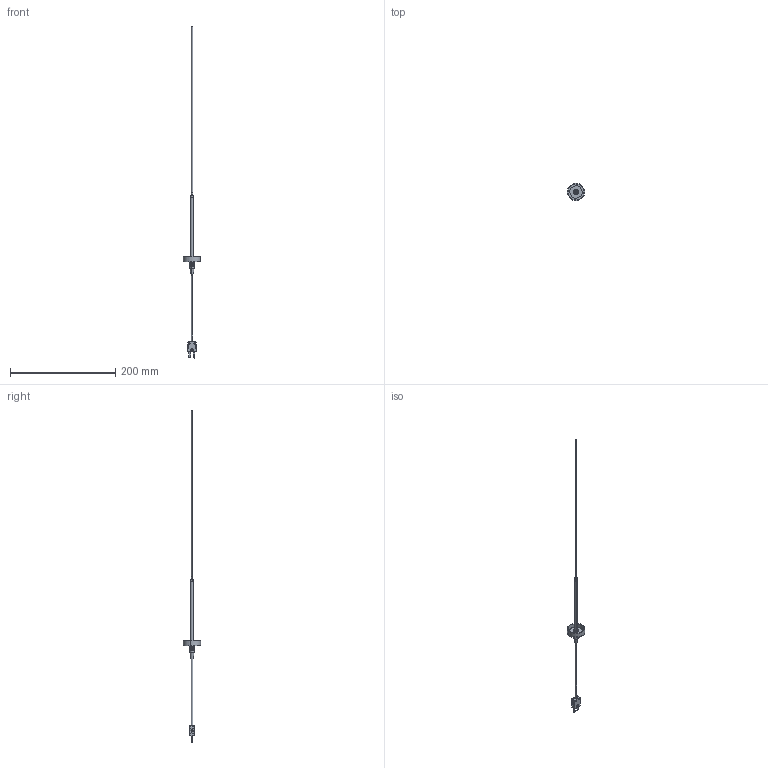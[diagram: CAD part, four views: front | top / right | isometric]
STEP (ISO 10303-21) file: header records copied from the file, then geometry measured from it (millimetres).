
FILE_DESCRIPTION (( 'STEP AP214' ), '1' );
FILE_NAME ('13-0001-MC.STEP', '2023-10-12T13:47:32', ( '' ), ( '' ), 'SwSTEP 2.0', 'SolidWorks 2022', '' );
FILE_SCHEMA (( 'AUTOMOTIVE_DESIGN' ));
Length unit declared in the file: millimetre
Products named in the file (13): Kappe-PC; MSC_Standard; Leitung_2; Knickschutz-Standard; Teil4; Plus; Minus; Kapillar; Deckel_Standard; Koerper; Kappe; 13-0001-MC; pan head cross recess screw_din_ISO 7045 - M2.5 x 5 - Z --- 5N
Assembly tree (13 placements, depth 3):
  13-0001-MC
    Teil4
    Kappe
    Kappe-PC
    Knickschutz-Standard
    MSC_Standard
      Deckel_Standard
      Koerper
      Plus
      Minus
      pan head cross recess screw_din_ISO 7045 - M2.5 x 5 - Z --- 5N  x2
    Kapillar
    Leitung_2
Bounding box: 32.97 x 32.97 x 631.95 mm (x, y, z)
Volume: 12526.1 mm3; surface area: 16731.7 mm2
Topology: 16 solids, 16 shells, 358 faces, 843 edges, 532 vertices
Faces by surface type: plane 173, cylinder 115, torus 38, cone 28, sphere 4
Entity records: 9757 total; most frequent: DIRECTION 1734, CARTESIAN_POINT 1588, ORIENTED_EDGE 1478, EDGE_CURVE 739, AXIS2_PLACEMENT_3D 678, VERTEX_POINT 472, VECTOR 378, LINE 378
